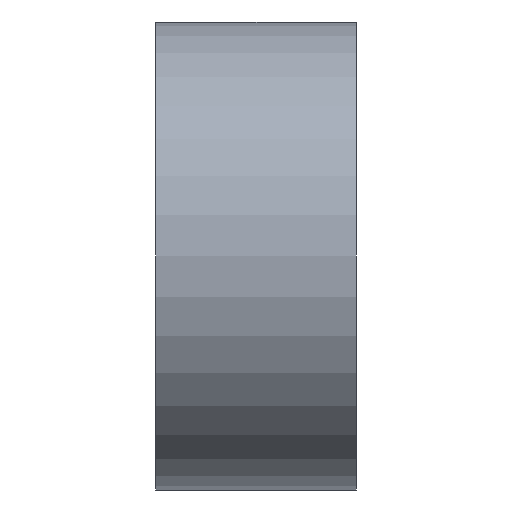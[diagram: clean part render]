
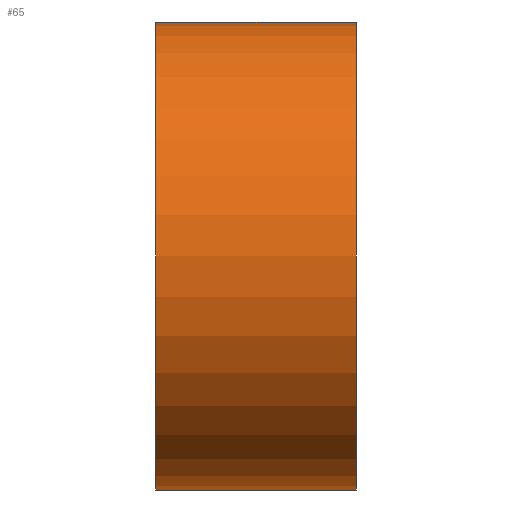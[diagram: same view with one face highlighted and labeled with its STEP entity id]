
A CAD part, left-side view. The second image highlights one B-rep face of the part: STEP entity #65.
In plain terms, the highlighted cylindrical face has radius 3.111 mm (diameter 6.222 mm), a partial arc.
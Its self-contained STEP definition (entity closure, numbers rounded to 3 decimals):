
#65 = ADVANCED_FACE ( 'NONE', ( #585 ), #490, .T. ) ;
#68 = VERTEX_POINT ( 'NONE', #528 ) ;
#84 = CARTESIAN_POINT ( 'NONE',  ( 1.722, 2.833, 3.111 ) ) ;
#91 = ORIENTED_EDGE ( 'NONE', *, *, #335, .T. ) ;
#109 = CARTESIAN_POINT ( 'NONE',  ( 1.722, 0.167, 3.111 ) ) ;
#112 = VERTEX_POINT ( 'NONE', #109 ) ;
#121 = CARTESIAN_POINT ( 'NONE',  ( 1.722, 0.167, 0. ) ) ;
#125 = VERTEX_POINT ( 'NONE', #264 ) ;
#132 = LINE ( 'NONE', #84, #607 ) ;
#182 = AXIS2_PLACEMENT_3D ( 'NONE', #368, #562, #513 ) ;
#205 = VECTOR ( 'NONE', #468, 1000. ) ;
#223 = DIRECTION ( 'NONE',  ( 0., 0., 1. ) ) ;
#260 = ORIENTED_EDGE ( 'NONE', *, *, #544, .F. ) ;
#264 = CARTESIAN_POINT ( 'NONE',  ( 1.722, 2.833, -3.111 ) ) ;
#277 = CARTESIAN_POINT ( 'NONE',  ( 1.722, 2.833, -3.111 ) ) ;
#287 = DIRECTION ( 'NONE',  ( 0., -1., 0. ) ) ;
#332 = CARTESIAN_POINT ( 'NONE',  ( 1.722, 2.833, 0. ) ) ;
#335 = EDGE_CURVE ( 'NONE', #125, #68, #477, .T. ) ;
#358 = EDGE_CURVE ( 'NONE', #68, #112, #534, .T. ) ;
#368 = CARTESIAN_POINT ( 'NONE',  ( 1.722, 2.833, 0. ) ) ;
#373 = AXIS2_PLACEMENT_3D ( 'NONE', #121, #462, #223 ) ;
#388 = DIRECTION ( 'NONE',  ( 0., 0., -1. ) ) ;
#389 = ORIENTED_EDGE ( 'NONE', *, *, #403, .F. ) ;
#398 = CARTESIAN_POINT ( 'NONE',  ( 1.722, 2.833, 3.111 ) ) ;
#403 = EDGE_CURVE ( 'NONE', #125, #569, #463, .T. ) ;
#432 = DIRECTION ( 'NONE',  ( 0., -1., 0. ) ) ;
#462 = DIRECTION ( 'NONE',  ( 0., 1., 0. ) ) ;
#463 = CIRCLE ( 'NONE', #182, 3.111 ) ;
#468 = DIRECTION ( 'NONE',  ( 0., -1., 0. ) ) ;
#477 = LINE ( 'NONE', #277, #205 ) ;
#490 = CYLINDRICAL_SURFACE ( 'NONE', #555, 3.111 ) ;
#513 = DIRECTION ( 'NONE',  ( 0., 0., 1. ) ) ;
#528 = CARTESIAN_POINT ( 'NONE',  ( 1.722, 0.167, -3.111 ) ) ;
#534 = CIRCLE ( 'NONE', #373, 3.111 ) ;
#544 = EDGE_CURVE ( 'NONE', #569, #112, #132, .T. ) ;
#555 = AXIS2_PLACEMENT_3D ( 'NONE', #332, #432, #388 ) ;
#562 = DIRECTION ( 'NONE',  ( 0., 1., 0. ) ) ;
#569 = VERTEX_POINT ( 'NONE', #398 ) ;
#585 = FACE_OUTER_BOUND ( 'NONE', #595, .T. ) ;
#595 = EDGE_LOOP ( 'NONE', ( #260, #389, #91, #598 ) ) ;
#598 = ORIENTED_EDGE ( 'NONE', *, *, #358, .T. ) ;
#607 = VECTOR ( 'NONE', #287, 1000. ) ;
